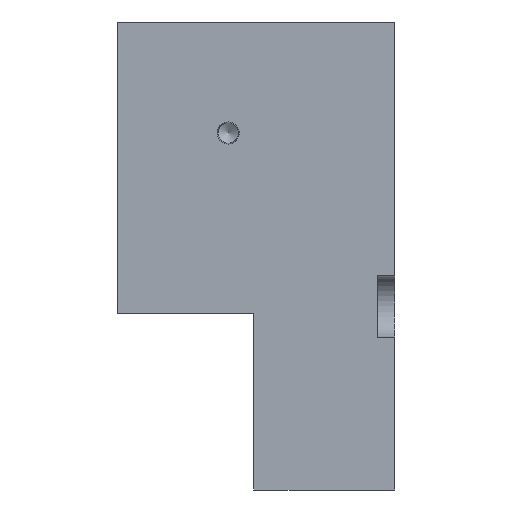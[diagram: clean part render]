
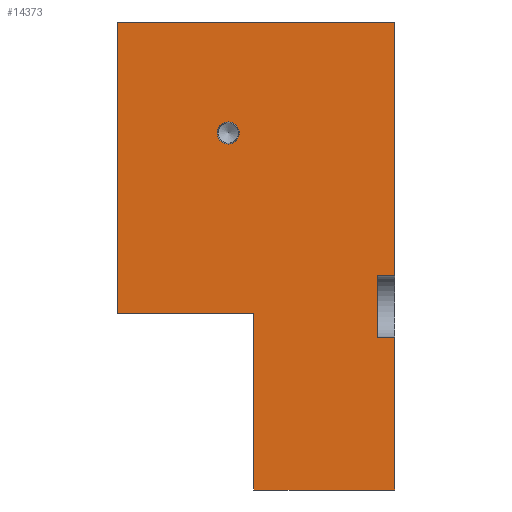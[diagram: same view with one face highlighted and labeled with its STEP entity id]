
A CAD part, left-side view. The second image highlights one B-rep face of the part: STEP entity #14373.
In plain terms, the highlighted planar face has unit normal (-1, 0, 0).
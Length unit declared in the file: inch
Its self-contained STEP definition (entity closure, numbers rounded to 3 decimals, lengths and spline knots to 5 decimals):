
#245=LINE('',#19122,#1900);
#249=LINE('',#19130,#1904);
#256=LINE('',#19144,#1911);
#257=LINE('',#19146,#1912);
#258=LINE('',#19148,#1913);
#259=LINE('',#19150,#1914);
#260=LINE('',#19152,#1915);
#261=LINE('',#19154,#1916);
#262=LINE('',#19156,#1917);
#263=LINE('',#19157,#1918);
#1900=VECTOR('',#15965,0.3937);
#1904=VECTOR('',#15971,0.3937);
#1911=VECTOR('',#15982,0.3937);
#1912=VECTOR('',#15983,0.3937);
#1913=VECTOR('',#15984,0.3937);
#1914=VECTOR('',#15985,0.3937);
#1915=VECTOR('',#15986,0.3937);
#1916=VECTOR('',#15987,0.3937);
#1917=VECTOR('',#15988,0.3937);
#1918=VECTOR('',#15989,0.3937);
#3561=PLANE('',#15221);
#4160=CIRCLE('',#15222,0.12597);
#4239=FACE_BOUND('',#5232,.T.);
#4403=FACE_OUTER_BOUND('',#5231,.T.);
#5231=EDGE_LOOP('',(#10131,#10132,#10133,#10134,#10135,#10136,#10137,#10138,
#10139,#10140));
#5232=EDGE_LOOP('',(#10141));
#6561=VERTEX_POINT('',#19120);
#6562=VERTEX_POINT('',#19121);
#6565=VERTEX_POINT('',#19129);
#6570=VERTEX_POINT('',#19143);
#6571=VERTEX_POINT('',#19145);
#6572=VERTEX_POINT('',#19147);
#6573=VERTEX_POINT('',#19149);
#6574=VERTEX_POINT('',#19151);
#6575=VERTEX_POINT('',#19153);
#6576=VERTEX_POINT('',#19155);
#6577=VERTEX_POINT('',#19158);
#7994=EDGE_CURVE('',#6561,#6562,#245,.T.);
#7998=EDGE_CURVE('',#6565,#6561,#249,.T.);
#8005=EDGE_CURVE('',#6570,#6562,#256,.T.);
#8006=EDGE_CURVE('',#6571,#6570,#257,.T.);
#8007=EDGE_CURVE('',#6571,#6572,#258,.T.);
#8008=EDGE_CURVE('',#6572,#6573,#259,.T.);
#8009=EDGE_CURVE('',#6573,#6574,#260,.T.);
#8010=EDGE_CURVE('',#6575,#6574,#261,.T.);
#8011=EDGE_CURVE('',#6576,#6575,#262,.T.);
#8012=EDGE_CURVE('',#6565,#6576,#263,.T.);
#8013=EDGE_CURVE('',#6577,#6577,#4160,.T.);
#10131=ORIENTED_EDGE('',*,*,#7998,.T.);
#10132=ORIENTED_EDGE('',*,*,#7994,.T.);
#10133=ORIENTED_EDGE('',*,*,#8005,.F.);
#10134=ORIENTED_EDGE('',*,*,#8006,.F.);
#10135=ORIENTED_EDGE('',*,*,#8007,.T.);
#10136=ORIENTED_EDGE('',*,*,#8008,.T.);
#10137=ORIENTED_EDGE('',*,*,#8009,.T.);
#10138=ORIENTED_EDGE('',*,*,#8010,.F.);
#10139=ORIENTED_EDGE('',*,*,#8011,.F.);
#10140=ORIENTED_EDGE('',*,*,#8012,.F.);
#10141=ORIENTED_EDGE('',*,*,#8013,.T.);
#14373=ADVANCED_FACE('',(#4403,#4239),#3561,.T.);
#15221=AXIS2_PLACEMENT_3D('',#19142,#15980,#15981);
#15222=AXIS2_PLACEMENT_3D('',#19159,#15990,#15991);
#15965=DIRECTION('',(0.,0.,-1.));
#15971=DIRECTION('',(0.,-1.,0.));
#15980=DIRECTION('center_axis',(-1.,0.,0.));
#15981=DIRECTION('ref_axis',(0.,-1.,0.));
#15982=DIRECTION('',(0.,1.,0.));
#15983=DIRECTION('',(0.,0.,-1.));
#15984=DIRECTION('',(0.,1.,0.));
#15985=DIRECTION('',(0.,0.,1.));
#15986=DIRECTION('',(0.,-1.,0.));
#15987=DIRECTION('',(0.,0.,-1.));
#15988=DIRECTION('',(0.,-1.,0.));
#15989=DIRECTION('',(0.,0.,1.));
#15990=DIRECTION('center_axis',(1.,0.,0.));
#15991=DIRECTION('ref_axis',(0.,0.,1.));
#19120=CARTESIAN_POINT('',(-1.88976,1.6,-0.07874));
#19121=CARTESIAN_POINT('',(-1.88976,1.6,-2.08661));
#19122=CARTESIAN_POINT('',(-1.88976,1.6,-0.03937));
#19129=CARTESIAN_POINT('',(-1.88976,3.14961,-0.07874));
#19130=CARTESIAN_POINT('',(-1.88976,3.14961,-0.07874));
#19142=CARTESIAN_POINT('Origin',(-1.88976,3.14961,0.));
#19143=CARTESIAN_POINT('',(-1.88976,0.,-2.08661));
#19144=CARTESIAN_POINT('',(-1.88976,3.14961,-2.08661));
#19145=CARTESIAN_POINT('',(-1.88976,0.,-0.35443));
#19146=CARTESIAN_POINT('',(-1.88976,0.,0.));
#19147=CARTESIAN_POINT('',(-1.88976,0.19685,-0.35443));
#19148=CARTESIAN_POINT('',(-1.88976,0.,-0.35443));
#19149=CARTESIAN_POINT('',(-1.88976,0.19685,0.35443));
#19150=CARTESIAN_POINT('',(-1.88976,0.19685,0.));
#19151=CARTESIAN_POINT('',(-1.88976,0.,0.35443));
#19152=CARTESIAN_POINT('',(-1.88976,0.,0.35443));
#19153=CARTESIAN_POINT('',(-1.88976,0.,3.22835));
#19154=CARTESIAN_POINT('',(-1.88976,0.,0.));
#19155=CARTESIAN_POINT('',(-1.88976,3.14961,3.22835));
#19156=CARTESIAN_POINT('',(-1.88976,3.14961,3.22835));
#19157=CARTESIAN_POINT('',(-1.88976,3.14961,0.));
#19158=CARTESIAN_POINT('',(-1.88976,1.88976,2.09447));
#19159=CARTESIAN_POINT('Origin',(-1.88976,1.88976,1.9685));
